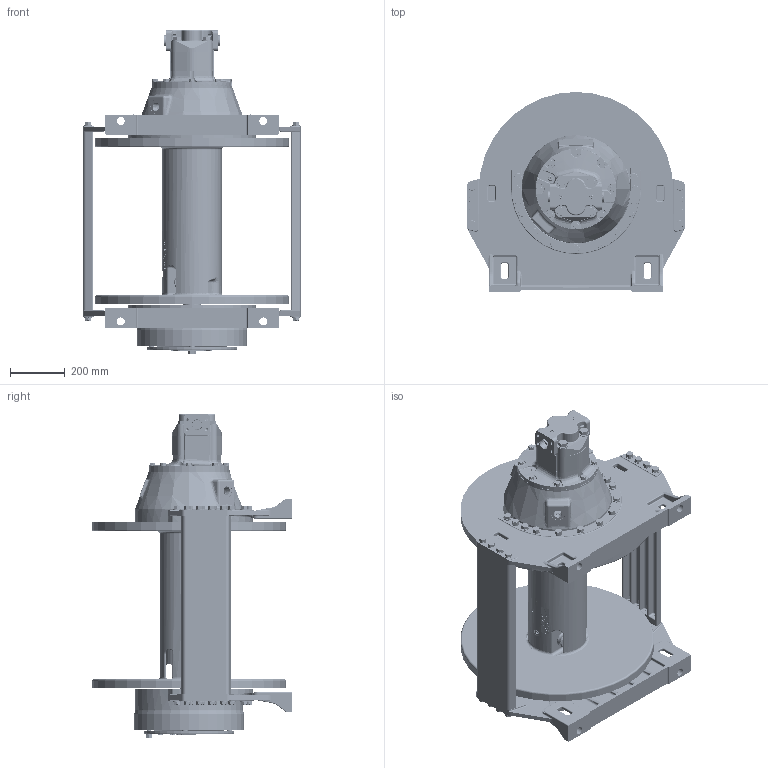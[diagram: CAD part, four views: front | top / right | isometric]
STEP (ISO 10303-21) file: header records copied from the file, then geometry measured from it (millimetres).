
FILE_DESCRIPTION((''),'2;1');
FILE_NAME('TWG-TEMP','2020-10-11T03:44:11',('Administrator'),(''),'CREO PARAMETRIC BY PTC INC, 2019030','CREO PARAMETRIC BY PTC INC, 2019030','');
FILE_SCHEMA(('AUTOMOTIVE_DESIGN { 1 0 10303 214 1 1 1 1 }'));
Products named in the file (1): TWG-TEMP
Bounding box: 793.75 x 728.98 x 1186.31 mm (x, y, z)
Volume: 523.6 mm3; surface area: 6910032.8 mm2
Topology: 1 solids, 400 shells, 5158 faces, 19722 edges, 14507 vertices
Faces by surface type: cylinder 1664, plane 1663, cone 677, torus 496, bspline 428, extrusion 150, sphere 80
Entity records: 302502 total; most frequent: CARTESIAN_POINT 116120, ORIENTED_EDGE 29802, DIRECTION 26592, EDGE_CURVE 19520, VERTEX_POINT 14507, AXIS2_PLACEMENT_3D 9328, VECTOR 7933, LINE 7783
